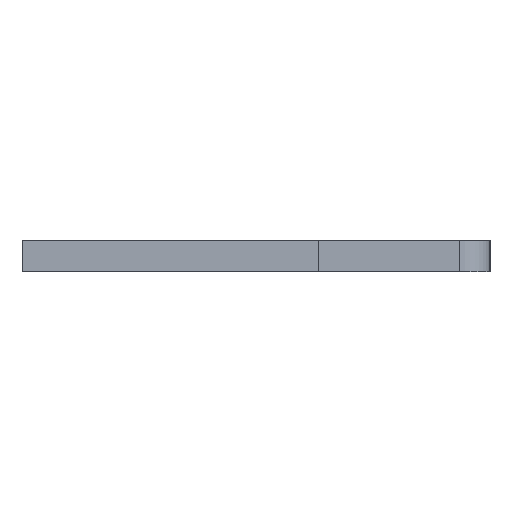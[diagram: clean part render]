
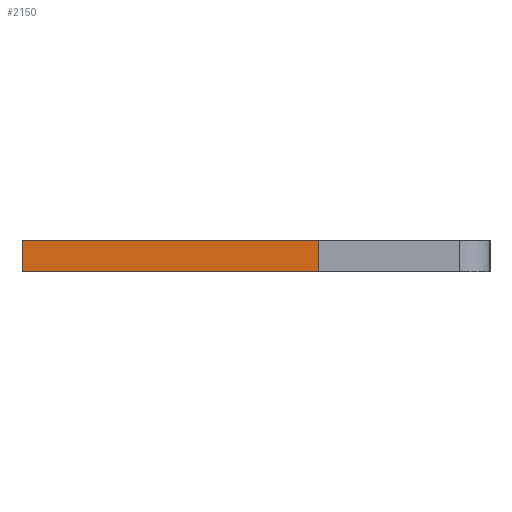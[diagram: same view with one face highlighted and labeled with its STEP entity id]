
A CAD part, left-side view. The second image highlights one B-rep face of the part: STEP entity #2150.
In plain terms, the highlighted face is planar.
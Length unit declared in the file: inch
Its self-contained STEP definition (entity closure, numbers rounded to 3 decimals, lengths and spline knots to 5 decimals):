
#53 = LINE ( 'NONE', #2459, #2173 ) ;
#155 = ORIENTED_EDGE ( 'NONE', *, *, #1634, .T. ) ;
#180 = VERTEX_POINT ( 'NONE', #1835 ) ;
#272 = VERTEX_POINT ( 'NONE', #1377 ) ;
#288 = EDGE_CURVE ( 'NONE', #1462, #180, #53, .T. ) ;
#303 = CARTESIAN_POINT ( 'NONE',  ( 0.01, 0.15, -0.04 ) ) ;
#401 = CARTESIAN_POINT ( 'NONE',  ( -0.01, -0.04, -0.04 ) ) ;
#438 = VECTOR ( 'NONE', #1999, 39.37008 ) ;
#454 = DIRECTION ( 'NONE',  ( 0., 1., 0. ) ) ;
#588 = CARTESIAN_POINT ( 'NONE',  ( 0.01, 0.15, -0.04 ) ) ;
#617 = LINE ( 'NONE', #986, #438 ) ;
#637 = DIRECTION ( 'NONE',  ( -1., 0., 0. ) ) ;
#813 = DIRECTION ( 'NONE',  ( 0., 0., 1. ) ) ;
#867 = VECTOR ( 'NONE', #1720, 39.37008 ) ;
#986 = CARTESIAN_POINT ( 'NONE',  ( 0.01, 0.15, -0.04 ) ) ;
#1004 = LINE ( 'NONE', #1623, #1590 ) ;
#1019 = EDGE_CURVE ( 'NONE', #272, #1462, #617, .T. ) ;
#1145 = EDGE_CURVE ( 'NONE', #2134, #180, #1004, .T. ) ;
#1196 = PLANE ( 'NONE',  #1560 ) ;
#1223 = LINE ( 'NONE', #2521, #867 ) ;
#1228 = ORIENTED_EDGE ( 'NONE', *, *, #288, .F. ) ;
#1377 = CARTESIAN_POINT ( 'NONE',  ( 0.01, -0.04, -0.04 ) ) ;
#1462 = VERTEX_POINT ( 'NONE', #303 ) ;
#1551 = FACE_OUTER_BOUND ( 'NONE', #2438, .T. ) ;
#1560 = AXIS2_PLACEMENT_3D ( 'NONE', #588, #813, #2026 ) ;
#1590 = VECTOR ( 'NONE', #454, 39.37008 ) ;
#1623 = CARTESIAN_POINT ( 'NONE',  ( -0.01, 0.15, -0.04 ) ) ;
#1634 = EDGE_CURVE ( 'NONE', #272, #2134, #1223, .T. ) ;
#1666 = ORIENTED_EDGE ( 'NONE', *, *, #1019, .F. ) ;
#1720 = DIRECTION ( 'NONE',  ( -1., 0., 0. ) ) ;
#1784 = ORIENTED_EDGE ( 'NONE', *, *, #1145, .T. ) ;
#1835 = CARTESIAN_POINT ( 'NONE',  ( -0.01, 0.15, -0.04 ) ) ;
#1999 = DIRECTION ( 'NONE',  ( 0., 1., 0. ) ) ;
#2026 = DIRECTION ( 'NONE',  ( 1., 0., 0. ) ) ;
#2134 = VERTEX_POINT ( 'NONE', #401 ) ;
#2150 = ADVANCED_FACE ( 'NONE', ( #1551 ), #1196, .F. ) ;
#2173 = VECTOR ( 'NONE', #637, 39.37008 ) ;
#2438 = EDGE_LOOP ( 'NONE', ( #1784, #1228, #1666, #155 ) ) ;
#2459 = CARTESIAN_POINT ( 'NONE',  ( 0.01, 0.15, -0.04 ) ) ;
#2521 = CARTESIAN_POINT ( 'NONE',  ( 0.01, -0.04, -0.04 ) ) ;
